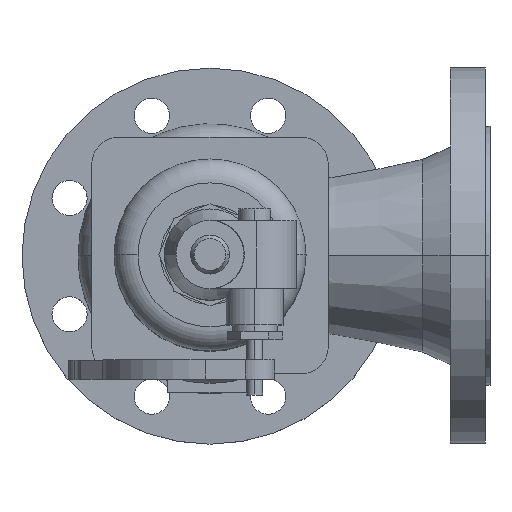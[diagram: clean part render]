
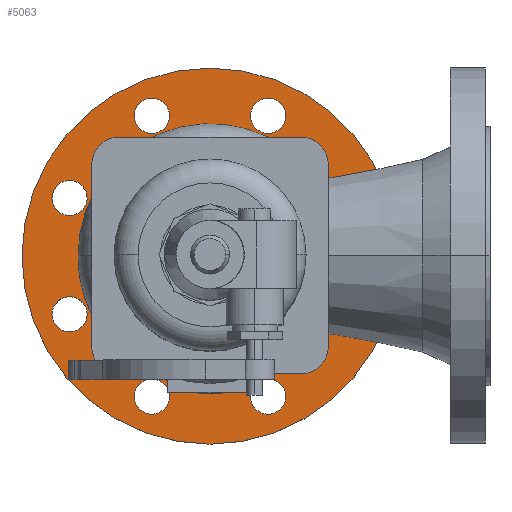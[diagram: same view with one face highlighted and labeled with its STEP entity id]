
A CAD part, top view. The second image highlights one B-rep face of the part: STEP entity #5063.
In plain terms, the highlighted planar face has unit normal (0, 0, 1).
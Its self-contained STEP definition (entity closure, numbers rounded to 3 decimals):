
#1332=CARTESIAN_POINT('',(-117.5,0.,24.9));
#1333=VERTEX_POINT('',#1332);
#1334=CARTESIAN_POINT('',(117.5,-0.,24.9));
#1335=VERTEX_POINT('',#1334);
#1336=CARTESIAN_POINT('',(0.,-0.,24.9));
#1337=DIRECTION('',(-0.,0.,-1.));
#1338=DIRECTION('',(-1.,0.,0.));
#1339=AXIS2_PLACEMENT_3D('',#1336,#1337,#1338);
#1340=CIRCLE('',#1339,117.5);
#1341=EDGE_CURVE('',#1333,#1335,#1340,.T.);
#1385=CARTESIAN_POINT('',(68.,0.,24.9));
#1386=VERTEX_POINT('',#1385);
#1393=CARTESIAN_POINT('',(-68.,-0.,24.9));
#1394=VERTEX_POINT('',#1393);
#1395=CARTESIAN_POINT('',(0.,-0.,24.9));
#1396=DIRECTION('',(0.,0.,-1.));
#1397=DIRECTION('',(-1.,0.,0.));
#1398=AXIS2_PLACEMENT_3D('',#1395,#1396,#1397);
#1399=CIRCLE('',#1398,68.);
#1400=EDGE_CURVE('',#1394,#1386,#1399,.T.);
#3035=CARTESIAN_POINT('',(76.769,36.355,24.9));
#3036=VERTEX_POINT('',#3035);
#3037=CARTESIAN_POINT('',(98.769,36.355,24.9));
#3038=VERTEX_POINT('',#3037);
#3039=CARTESIAN_POINT('',(87.769,36.355,24.9));
#3040=DIRECTION('',(0.,0.,-1.));
#3041=DIRECTION('',(1.,0.,0.));
#3042=AXIS2_PLACEMENT_3D('',#3039,#3040,#3041);
#3043=CIRCLE('',#3042,11.);
#3044=EDGE_CURVE('',#3036,#3038,#3043,.T.);
#3088=CARTESIAN_POINT('',(76.769,-36.355,24.9));
#3089=VERTEX_POINT('',#3088);
#3096=CARTESIAN_POINT('',(98.769,-36.355,24.9));
#3097=VERTEX_POINT('',#3096);
#3098=CARTESIAN_POINT('',(87.769,-36.355,24.9));
#3099=DIRECTION('',(0.,0.,-1.));
#3100=DIRECTION('',(1.,0.,0.));
#3101=AXIS2_PLACEMENT_3D('',#3098,#3099,#3100);
#3102=CIRCLE('',#3101,11.);
#3103=EDGE_CURVE('',#3097,#3089,#3102,.T.);
#3119=CARTESIAN_POINT('',(47.355,-87.769,24.9));
#3120=VERTEX_POINT('',#3119);
#3121=CARTESIAN_POINT('',(25.355,-87.769,24.9));
#3122=VERTEX_POINT('',#3121);
#3123=CARTESIAN_POINT('',(36.355,-87.769,24.9));
#3124=DIRECTION('',(0.,0.,-1.));
#3125=DIRECTION('',(1.,0.,0.));
#3126=AXIS2_PLACEMENT_3D('',#3123,#3124,#3125);
#3127=CIRCLE('',#3126,11.);
#3128=EDGE_CURVE('',#3120,#3122,#3127,.T.);
#3161=CARTESIAN_POINT('',(-25.355,-87.769,24.9));
#3162=VERTEX_POINT('',#3161);
#3163=CARTESIAN_POINT('',(-47.355,-87.769,24.9));
#3164=VERTEX_POINT('',#3163);
#3165=CARTESIAN_POINT('',(-36.355,-87.769,24.9));
#3166=DIRECTION('',(0.,0.,-1.));
#3167=DIRECTION('',(1.,0.,0.));
#3168=AXIS2_PLACEMENT_3D('',#3165,#3166,#3167);
#3169=CIRCLE('',#3168,11.);
#3170=EDGE_CURVE('',#3162,#3164,#3169,.T.);
#3214=CARTESIAN_POINT('',(-76.769,-36.355,24.9));
#3215=VERTEX_POINT('',#3214);
#3222=CARTESIAN_POINT('',(-98.769,-36.355,24.9));
#3223=VERTEX_POINT('',#3222);
#3224=CARTESIAN_POINT('',(-87.769,-36.355,24.9));
#3225=DIRECTION('',(0.,0.,-1.));
#3226=DIRECTION('',(1.,0.,0.));
#3227=AXIS2_PLACEMENT_3D('',#3224,#3225,#3226);
#3228=CIRCLE('',#3227,11.);
#3229=EDGE_CURVE('',#3223,#3215,#3228,.T.);
#3245=CARTESIAN_POINT('',(-98.769,36.355,24.9));
#3246=VERTEX_POINT('',#3245);
#3247=CARTESIAN_POINT('',(-76.769,36.355,24.9));
#3248=VERTEX_POINT('',#3247);
#3249=CARTESIAN_POINT('',(-87.769,36.355,24.9));
#3250=DIRECTION('',(0.,0.,-1.));
#3251=DIRECTION('',(1.,0.,0.));
#3252=AXIS2_PLACEMENT_3D('',#3249,#3250,#3251);
#3253=CIRCLE('',#3252,11.);
#3254=EDGE_CURVE('',#3246,#3248,#3253,.T.);
#3298=CARTESIAN_POINT('',(-47.355,87.769,24.9));
#3299=VERTEX_POINT('',#3298);
#3306=CARTESIAN_POINT('',(-25.355,87.769,24.9));
#3307=VERTEX_POINT('',#3306);
#3308=CARTESIAN_POINT('',(-36.355,87.769,24.9));
#3309=DIRECTION('',(0.,0.,-1.));
#3310=DIRECTION('',(1.,0.,0.));
#3311=AXIS2_PLACEMENT_3D('',#3308,#3309,#3310);
#3312=CIRCLE('',#3311,11.);
#3313=EDGE_CURVE('',#3307,#3299,#3312,.T.);
#3329=CARTESIAN_POINT('',(25.355,87.769,24.9));
#3330=VERTEX_POINT('',#3329);
#3331=CARTESIAN_POINT('',(47.355,87.769,24.9));
#3332=VERTEX_POINT('',#3331);
#3333=CARTESIAN_POINT('',(36.355,87.769,24.9));
#3334=DIRECTION('',(0.,0.,-1.));
#3335=DIRECTION('',(1.,0.,0.));
#3336=AXIS2_PLACEMENT_3D('',#3333,#3334,#3335);
#3337=CIRCLE('',#3336,11.);
#3338=EDGE_CURVE('',#3330,#3332,#3337,.T.);
#4958=CARTESIAN_POINT('',(-92.75,0.,24.9));
#4959=DIRECTION('',(0.,-0.,1.));
#4960=DIRECTION('',(1.,-0.,-0.));
#4961=AXIS2_PLACEMENT_3D('',#4958,#4959,#4960);
#4962=PLANE('',#4961);
#4963=ORIENTED_EDGE('',*,*,#3338,.T.);
#4964=CARTESIAN_POINT('',(36.355,87.769,24.9));
#4965=DIRECTION('',(0.,0.,-1.));
#4966=DIRECTION('',(1.,0.,0.));
#4967=AXIS2_PLACEMENT_3D('',#4964,#4965,#4966);
#4968=CIRCLE('',#4967,11.);
#4969=EDGE_CURVE('',#3332,#3330,#4968,.T.);
#4970=ORIENTED_EDGE('',*,*,#4969,.T.);
#4971=EDGE_LOOP('',(#4963,#4970));
#4972=FACE_BOUND('',#4971,.T.);
#4973=CARTESIAN_POINT('',(-36.355,87.769,24.9));
#4974=DIRECTION('',(0.,0.,-1.));
#4975=DIRECTION('',(1.,0.,0.));
#4976=AXIS2_PLACEMENT_3D('',#4973,#4974,#4975);
#4977=CIRCLE('',#4976,11.);
#4978=EDGE_CURVE('',#3299,#3307,#4977,.T.);
#4979=ORIENTED_EDGE('',*,*,#4978,.T.);
#4980=ORIENTED_EDGE('',*,*,#3313,.T.);
#4981=EDGE_LOOP('',(#4979,#4980));
#4982=FACE_BOUND('',#4981,.T.);
#4983=ORIENTED_EDGE('',*,*,#3254,.T.);
#4984=CARTESIAN_POINT('',(-87.769,36.355,24.9));
#4985=DIRECTION('',(0.,0.,-1.));
#4986=DIRECTION('',(1.,0.,0.));
#4987=AXIS2_PLACEMENT_3D('',#4984,#4985,#4986);
#4988=CIRCLE('',#4987,11.);
#4989=EDGE_CURVE('',#3248,#3246,#4988,.T.);
#4990=ORIENTED_EDGE('',*,*,#4989,.T.);
#4991=EDGE_LOOP('',(#4983,#4990));
#4992=FACE_BOUND('',#4991,.T.);
#4993=CARTESIAN_POINT('',(-87.769,-36.355,24.9));
#4994=DIRECTION('',(0.,0.,-1.));
#4995=DIRECTION('',(1.,0.,0.));
#4996=AXIS2_PLACEMENT_3D('',#4993,#4994,#4995);
#4997=CIRCLE('',#4996,11.);
#4998=EDGE_CURVE('',#3215,#3223,#4997,.T.);
#4999=ORIENTED_EDGE('',*,*,#4998,.T.);
#5000=ORIENTED_EDGE('',*,*,#3229,.T.);
#5001=EDGE_LOOP('',(#4999,#5000));
#5002=FACE_BOUND('',#5001,.T.);
#5003=ORIENTED_EDGE('',*,*,#3170,.T.);
#5004=CARTESIAN_POINT('',(-36.355,-87.769,24.9));
#5005=DIRECTION('',(0.,0.,-1.));
#5006=DIRECTION('',(1.,0.,0.));
#5007=AXIS2_PLACEMENT_3D('',#5004,#5005,#5006);
#5008=CIRCLE('',#5007,11.);
#5009=EDGE_CURVE('',#3164,#3162,#5008,.T.);
#5010=ORIENTED_EDGE('',*,*,#5009,.T.);
#5011=EDGE_LOOP('',(#5003,#5010));
#5012=FACE_BOUND('',#5011,.T.);
#5013=ORIENTED_EDGE('',*,*,#3128,.T.);
#5014=CARTESIAN_POINT('',(36.355,-87.769,24.9));
#5015=DIRECTION('',(0.,0.,-1.));
#5016=DIRECTION('',(1.,0.,0.));
#5017=AXIS2_PLACEMENT_3D('',#5014,#5015,#5016);
#5018=CIRCLE('',#5017,11.);
#5019=EDGE_CURVE('',#3122,#3120,#5018,.T.);
#5020=ORIENTED_EDGE('',*,*,#5019,.T.);
#5021=EDGE_LOOP('',(#5013,#5020));
#5022=FACE_BOUND('',#5021,.T.);
#5023=CARTESIAN_POINT('',(87.769,-36.355,24.9));
#5024=DIRECTION('',(0.,0.,-1.));
#5025=DIRECTION('',(1.,0.,0.));
#5026=AXIS2_PLACEMENT_3D('',#5023,#5024,#5025);
#5027=CIRCLE('',#5026,11.);
#5028=EDGE_CURVE('',#3089,#3097,#5027,.T.);
#5029=ORIENTED_EDGE('',*,*,#5028,.T.);
#5030=ORIENTED_EDGE('',*,*,#3103,.T.);
#5031=EDGE_LOOP('',(#5029,#5030));
#5032=FACE_BOUND('',#5031,.T.);
#5033=ORIENTED_EDGE('',*,*,#3044,.T.);
#5034=CARTESIAN_POINT('',(87.769,36.355,24.9));
#5035=DIRECTION('',(0.,0.,-1.));
#5036=DIRECTION('',(1.,0.,0.));
#5037=AXIS2_PLACEMENT_3D('',#5034,#5035,#5036);
#5038=CIRCLE('',#5037,11.);
#5039=EDGE_CURVE('',#3038,#3036,#5038,.T.);
#5040=ORIENTED_EDGE('',*,*,#5039,.T.);
#5041=EDGE_LOOP('',(#5033,#5040));
#5042=FACE_BOUND('',#5041,.T.);
#5043=CARTESIAN_POINT('',(0.,-0.,24.9));
#5044=DIRECTION('',(0.,0.,-1.));
#5045=DIRECTION('',(-1.,0.,0.));
#5046=AXIS2_PLACEMENT_3D('',#5043,#5044,#5045);
#5047=CIRCLE('',#5046,68.);
#5048=EDGE_CURVE('',#1386,#1394,#5047,.T.);
#5049=ORIENTED_EDGE('',*,*,#5048,.T.);
#5050=ORIENTED_EDGE('',*,*,#1400,.T.);
#5051=EDGE_LOOP('',(#5049,#5050));
#5052=FACE_BOUND('',#5051,.T.);
#5053=ORIENTED_EDGE('',*,*,#1341,.F.);
#5054=CARTESIAN_POINT('',(0.,-0.,24.9));
#5055=DIRECTION('',(-0.,0.,-1.));
#5056=DIRECTION('',(-1.,0.,0.));
#5057=AXIS2_PLACEMENT_3D('',#5054,#5055,#5056);
#5058=CIRCLE('',#5057,117.5);
#5059=EDGE_CURVE('',#1335,#1333,#5058,.T.);
#5060=ORIENTED_EDGE('',*,*,#5059,.F.);
#5061=EDGE_LOOP('',(#5053,#5060));
#5062=FACE_BOUND('',#5061,.T.);
#5063=ADVANCED_FACE('',(#4972,#4982,#4992,#5002,#5012,#5022,#5032,#5042,#5052,#5062),#4962,.T.);
